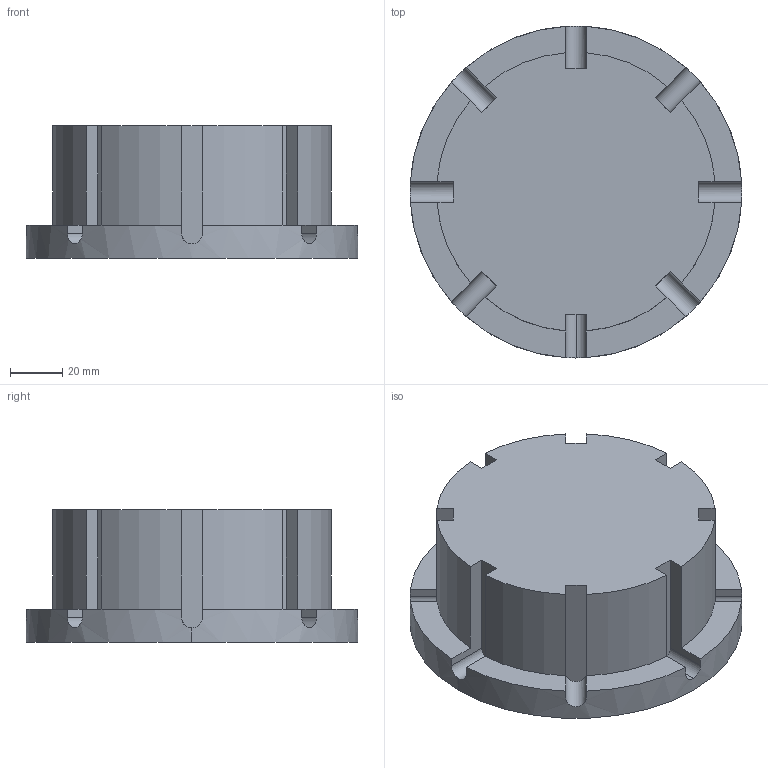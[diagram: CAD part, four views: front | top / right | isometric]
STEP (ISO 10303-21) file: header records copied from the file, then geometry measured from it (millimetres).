
FILE_DESCRIPTION (( 'STEP AP203' ), '1' );
FILE_NAME ('Styrofoam plug.STEP', '2024-03-12T17:39:01', ( '' ), ( '' ), 'SwSTEP 2.0', 'SolidWorks 2023', '' );
FILE_SCHEMA (( 'CONFIG_CONTROL_DESIGN' ));
Length unit declared in the file: inch
Products named in the file (1): Styrofoam plug
Bounding box: 127 x 127 x 50.8 mm (x, y, z)
Volume: 479642.3 mm3; surface area: 48376.4 mm2
Topology: 1 solids, 1 shells, 53 faces, 153 edges, 102 vertices
Faces by surface type: plane 34, cylinder 19
Entity records: 2066 total; most frequent: CARTESIAN_POINT 576, ORIENTED_EDGE 306, DIRECTION 285, EDGE_CURVE 153, VECTOR 107, LINE 107, VERTEX_POINT 102, AXIS2_PLACEMENT_3D 89
